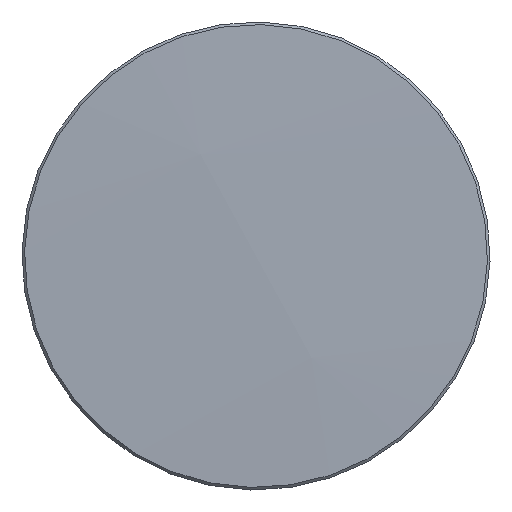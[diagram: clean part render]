
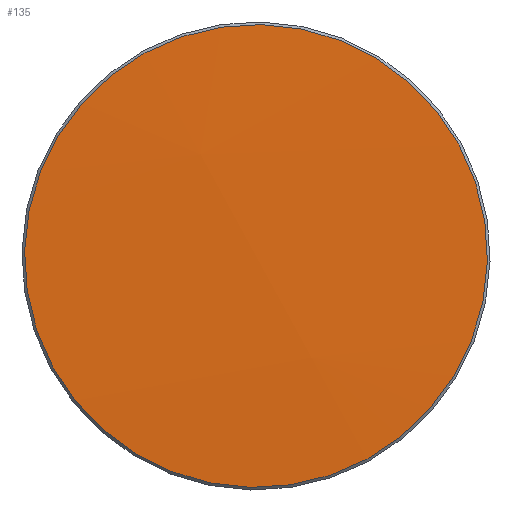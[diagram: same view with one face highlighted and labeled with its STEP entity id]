
A CAD part, left-side view. The second image highlights one B-rep face of the part: STEP entity #135.
In plain terms, the highlighted spherical face has radius 291.07 mm.
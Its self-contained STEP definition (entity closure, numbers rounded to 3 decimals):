
#43=FACE_OUTER_BOUND('',#53,.T.);
#53=EDGE_LOOP('',(#117));
#64=CIRCLE('',#175,12.559);
#74=VERTEX_POINT('',#257);
#89=EDGE_CURVE('',#74,#74,#64,.T.);
#117=ORIENTED_EDGE('',*,*,#89,.F.);
#126=SPHERICAL_SURFACE('',#176,291.07);
#135=ADVANCED_FACE('',(#43),#126,.T.);
#175=AXIS2_PLACEMENT_3D('',#259,#219,#220);
#176=AXIS2_PLACEMENT_3D('',#260,#221,#222);
#219=DIRECTION('center_axis',(1.,0.,0.));
#220=DIRECTION('ref_axis',(0.,0.878,-0.48));
#221=DIRECTION('center_axis',(0.,-0.878,0.48));
#222=DIRECTION('ref_axis',(0.,0.48,0.878));
#257=CARTESIAN_POINT('',(-17.89,-11.732,12.745));
#259=CARTESIAN_POINT('Origin',(-17.89,-0.711,6.723));
#260=CARTESIAN_POINT('Origin',(272.909,-0.711,6.723));
